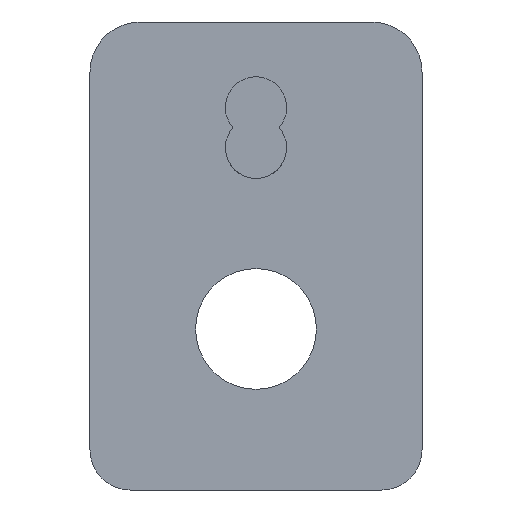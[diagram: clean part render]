
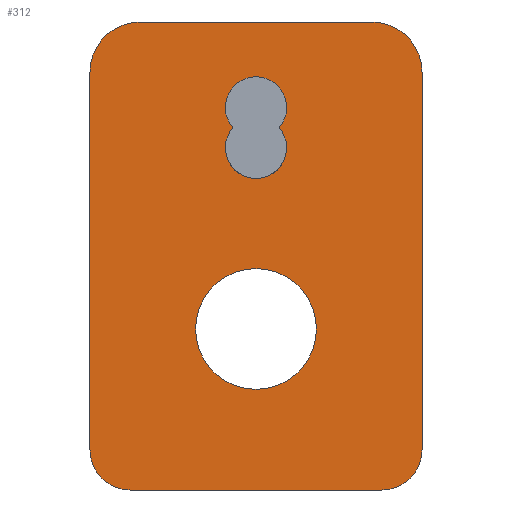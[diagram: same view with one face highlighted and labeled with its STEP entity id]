
A CAD part, front view. The second image highlights one B-rep face of the part: STEP entity #312.
In plain terms, the highlighted planar face has unit normal (0, -1, 0).
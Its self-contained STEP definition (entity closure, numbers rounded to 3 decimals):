
#21=PLANE('',#347);
#37=LINE('',#499,#65);
#38=LINE('',#504,#66);
#39=LINE('',#508,#67);
#40=LINE('',#512,#68);
#65=VECTOR('',#401,1000.);
#66=VECTOR('',#404,1000.);
#67=VECTOR('',#407,1000.);
#68=VECTOR('',#410,1000.);
#99=ORIENTED_EDGE('',*,*,#187,.T.);
#100=ORIENTED_EDGE('',*,*,#188,.F.);
#101=ORIENTED_EDGE('',*,*,#189,.T.);
#102=ORIENTED_EDGE('',*,*,#190,.F.);
#103=ORIENTED_EDGE('',*,*,#191,.T.);
#104=ORIENTED_EDGE('',*,*,#192,.F.);
#105=ORIENTED_EDGE('',*,*,#193,.T.);
#106=ORIENTED_EDGE('',*,*,#194,.F.);
#107=ORIENTED_EDGE('',*,*,#195,.T.);
#108=ORIENTED_EDGE('',*,*,#196,.T.);
#109=ORIENTED_EDGE('',*,*,#179,.T.);
#179=EDGE_CURVE('',#224,#223,#250,.T.);
#187=EDGE_CURVE('',#231,#231,#253,.T.);
#188=EDGE_CURVE('',#232,#233,#37,.T.);
#189=EDGE_CURVE('',#232,#234,#254,.F.);
#190=EDGE_CURVE('',#235,#234,#38,.T.);
#191=EDGE_CURVE('',#235,#236,#255,.F.);
#192=EDGE_CURVE('',#237,#236,#39,.T.);
#193=EDGE_CURVE('',#237,#238,#256,.F.);
#194=EDGE_CURVE('',#239,#238,#40,.T.);
#195=EDGE_CURVE('',#239,#233,#257,.F.);
#196=EDGE_CURVE('',#223,#224,#258,.T.);
#223=VERTEX_POINT('',#479);
#224=VERTEX_POINT('',#481);
#231=VERTEX_POINT('',#498);
#232=VERTEX_POINT('',#500);
#233=VERTEX_POINT('',#501);
#234=VERTEX_POINT('',#503);
#235=VERTEX_POINT('',#505);
#236=VERTEX_POINT('',#507);
#237=VERTEX_POINT('',#509);
#238=VERTEX_POINT('',#511);
#239=VERTEX_POINT('',#513);
#250=CIRCLE('',#343,3.05);
#253=CIRCLE('',#348,6.);
#254=CIRCLE('',#349,4.);
#255=CIRCLE('',#350,4.);
#256=CIRCLE('',#351,5.);
#257=CIRCLE('',#352,5.);
#258=CIRCLE('',#353,3.05);
#265=EDGE_LOOP('',(#99));
#266=EDGE_LOOP('',(#100,#101,#102,#103,#104,#105,#106,#107));
#267=EDGE_LOOP('',(#108,#109));
#285=FACE_BOUND('',#265,.T.);
#286=FACE_BOUND('',#266,.T.);
#287=FACE_BOUND('',#267,.T.);
#312=ADVANCED_FACE('',(#285,#286,#287),#21,.F.);
#343=AXIS2_PLACEMENT_3D('',#480,#384,#385);
#347=AXIS2_PLACEMENT_3D('',#496,#397,#398);
#348=AXIS2_PLACEMENT_3D('',#497,#399,#400);
#349=AXIS2_PLACEMENT_3D('',#502,#402,#403);
#350=AXIS2_PLACEMENT_3D('',#506,#405,#406);
#351=AXIS2_PLACEMENT_3D('',#510,#408,#409);
#352=AXIS2_PLACEMENT_3D('',#514,#411,#412);
#353=AXIS2_PLACEMENT_3D('',#515,#413,#414);
#384=DIRECTION('',(0.,1.,0.));
#385=DIRECTION('',(1.,0.,0.));
#397=DIRECTION('',(0.,1.,0.));
#398=DIRECTION('',(0.,0.,1.));
#399=DIRECTION('',(0.,1.,0.));
#400=DIRECTION('',(1.,0.,0.));
#401=DIRECTION('',(0.,0.,1.));
#402=DIRECTION('',(0.,1.,0.));
#403=DIRECTION('',(0.,0.,1.));
#404=DIRECTION('',(-1.,0.,0.));
#405=DIRECTION('',(0.,1.,0.));
#406=DIRECTION('',(0.,0.,1.));
#407=DIRECTION('',(0.,0.,-1.));
#408=DIRECTION('',(0.,1.,0.));
#409=DIRECTION('',(0.,0.,1.));
#410=DIRECTION('',(1.,0.,0.));
#411=DIRECTION('',(0.,1.,0.));
#412=DIRECTION('',(0.,0.,1.));
#413=DIRECTION('',(0.,1.,0.));
#414=DIRECTION('',(1.,0.,0.));
#479=CARTESIAN_POINT('',(-2.303,1.,20.));
#480=CARTESIAN_POINT('',(0.,1.,18.));
#481=CARTESIAN_POINT('',(2.303,1.,20.));
#496=CARTESIAN_POINT('',(0.,1.,0.));
#497=CARTESIAN_POINT('',(0.,1.,0.));
#498=CARTESIAN_POINT('',(6.,1.,0.));
#499=CARTESIAN_POINT('',(-16.5,1.,-23.5));
#500=CARTESIAN_POINT('',(-16.5,1.,-12.));
#501=CARTESIAN_POINT('',(-16.5,1.,25.5));
#502=CARTESIAN_POINT('',(-12.5,1.,-12.));
#503=CARTESIAN_POINT('',(-12.5,1.,-16.));
#504=CARTESIAN_POINT('',(16.,1.,-16.));
#505=CARTESIAN_POINT('',(12.5,1.,-16.));
#506=CARTESIAN_POINT('',(12.5,1.,-12.));
#507=CARTESIAN_POINT('',(16.5,1.,-12.));
#508=CARTESIAN_POINT('',(16.5,1.,23.5));
#509=CARTESIAN_POINT('',(16.5,1.,25.5));
#510=CARTESIAN_POINT('',(11.5,1.,25.5));
#511=CARTESIAN_POINT('',(11.5,1.,30.5));
#512=CARTESIAN_POINT('',(-16.,1.,30.5));
#513=CARTESIAN_POINT('',(-11.5,1.,30.5));
#514=CARTESIAN_POINT('',(-11.5,1.,25.5));
#515=CARTESIAN_POINT('',(0.,1.,22.));
